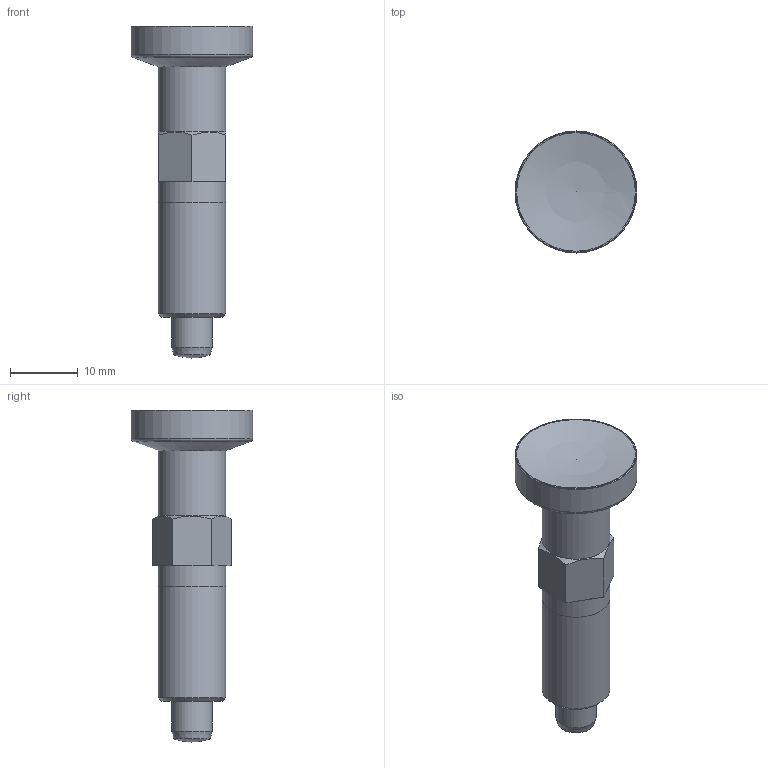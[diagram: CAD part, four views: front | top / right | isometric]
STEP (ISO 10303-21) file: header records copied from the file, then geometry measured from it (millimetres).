
FILE_DESCRIPTION( ( 'Unknown' ), '1' );
FILE_NAME( '7747780_PSDX_18.stp', 'Unknown', ( 'Unknown' ), ( 'Unknown' ), 'PSStep 14.0', 'Unknown', ' ' );
FILE_SCHEMA( ( 'AUTOMOTIVE_DESIGN { 1 0 10303 214 1 1 1 1 }' ) );
Length unit declared in the file: millimetre
Products named in the file (1): PSD18_stampato
Bounding box: 18 x 18 x 49 mm (x, y, z)
Volume: 4383 mm3; surface area: 2072.6 mm2
Topology: 1 solids, 1 shells, 28 faces, 62 edges, 37 vertices
Faces by surface type: plane 15, cylinder 5, cone 4, torus 2, sphere 2
Full cylindrical faces by diameter (mm): 6 x1, 10 x3, 18 x1
Entity records: 934 total; most frequent: CARTESIAN_POINT 159, DIRECTION 116, ORIENTED_EDGE 88, AXIS2_PLACEMENT_3D 49, EDGE_CURVE 44, EDGE_LOOP 42, FACE_OUTER_BOUND 35, VERTEX_POINT 32
